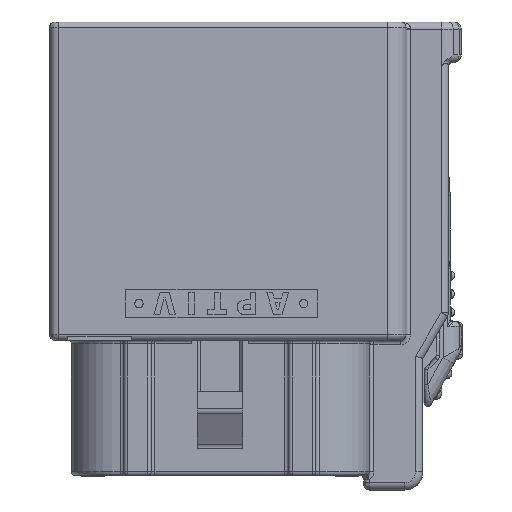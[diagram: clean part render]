
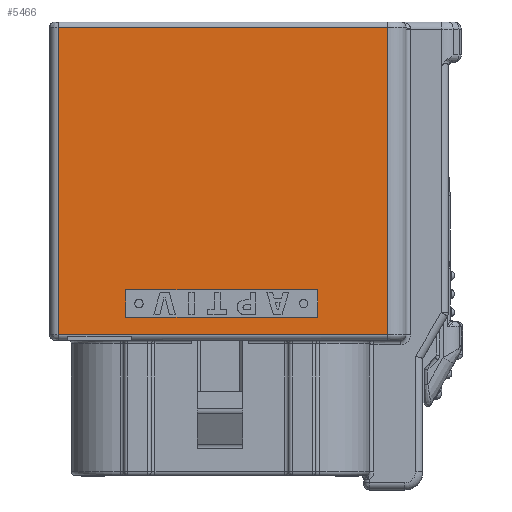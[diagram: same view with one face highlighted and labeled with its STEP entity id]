
A CAD part, front view. The second image highlights one B-rep face of the part: STEP entity #5466.
In plain terms, the highlighted planar face has unit normal (0, -1, 0).
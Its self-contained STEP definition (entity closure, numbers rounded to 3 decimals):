
#460=FACE_BOUND('',#10843,.T.);
#461=FACE_BOUND('',#10844,.T.);
#5466=ADVANCED_FACE('',(#460,#461),#6733,.T.);
#6733=PLANE('',#40774);
#10843=EDGE_LOOP('',(#20039,#20040,#20041,#20042));
#10844=EDGE_LOOP('',(#20043,#20044,#20045,#20046));
#20039=ORIENTED_EDGE('',*,*,#29389,.F.);
#20040=ORIENTED_EDGE('',*,*,#29381,.F.);
#20041=ORIENTED_EDGE('',*,*,#29383,.F.);
#20042=ORIENTED_EDGE('',*,*,#29386,.F.);
#20043=ORIENTED_EDGE('',*,*,#30572,.T.);
#20044=ORIENTED_EDGE('',*,*,#30560,.T.);
#20045=ORIENTED_EDGE('',*,*,#29866,.T.);
#20046=ORIENTED_EDGE('',*,*,#30564,.T.);
#24673=VERTEX_POINT('',#63125);
#24674=VERTEX_POINT('',#63127);
#24675=VERTEX_POINT('',#63131);
#24677=VERTEX_POINT('',#63137);
#24995=VERTEX_POINT('',#65164);
#24999=VERTEX_POINT('',#65179);
#25358=VERTEX_POINT('',#67451);
#25367=VERTEX_POINT('',#67489);
#29381=EDGE_CURVE('',#24673,#24674,#33666,.T.);
#29383=EDGE_CURVE('',#24675,#24673,#33668,.T.);
#29386=EDGE_CURVE('',#24677,#24675,#33671,.T.);
#29389=EDGE_CURVE('',#24674,#24677,#33674,.T.);
#29866=EDGE_CURVE('',#24995,#24999,#33905,.T.);
#30560=EDGE_CURVE('',#25358,#24995,#34233,.T.);
#30564=EDGE_CURVE('',#24999,#25367,#34237,.T.);
#30572=EDGE_CURVE('',#25367,#25358,#34245,.T.);
#33666=LINE('',#63126,#37058);
#33668=LINE('',#63130,#37060);
#33671=LINE('',#63136,#37063);
#33674=LINE('',#63142,#37066);
#33905=LINE('',#65180,#37317);
#34233=LINE('',#67509,#37645);
#34237=LINE('',#67515,#37649);
#34245=LINE('',#67529,#37657);
#37058=VECTOR('',#47982,1.);
#37060=VECTOR('',#47986,1.);
#37063=VECTOR('',#47991,1.);
#37066=VECTOR('',#47996,1.);
#37317=VECTOR('',#48707,1.);
#37645=VECTOR('',#50163,1.);
#37649=VECTOR('',#50171,1.);
#37657=VECTOR('',#50191,1.);
#40774=AXIS2_PLACEMENT_3D('',#67530,#50192,#50193);
#47982=DIRECTION('',(-1.,0.,0.));
#47986=DIRECTION('',(0.,0.,1.));
#47991=DIRECTION('',(1.,0.,0.));
#47996=DIRECTION('',(0.,0.,-1.));
#48707=DIRECTION('',(-1.,0.,0.));
#50163=DIRECTION('',(0.,0.,1.));
#50171=DIRECTION('',(0.,0.,-1.));
#50191=DIRECTION('',(1.,0.,0.));
#50192=DIRECTION('',(0.,-1.,0.));
#50193=DIRECTION('',(1.,0.,0.));
#63125=CARTESIAN_POINT('',(5.35,-14.45,-14.15));
#63126=CARTESIAN_POINT('',(5.35,-14.45,-14.15));
#63127=CARTESIAN_POINT('',(-5.15,-14.45,-14.15));
#63130=CARTESIAN_POINT('',(5.35,-14.45,-15.65));
#63131=CARTESIAN_POINT('',(5.35,-14.45,-15.65));
#63136=CARTESIAN_POINT('',(-5.15,-14.45,-15.65));
#63137=CARTESIAN_POINT('',(-5.15,-14.45,-15.65));
#63142=CARTESIAN_POINT('',(-5.15,-14.45,-14.15));
#65164=CARTESIAN_POINT('',(9.175,-14.45,0.2));
#65179=CARTESIAN_POINT('',(-8.825,-14.45,0.2));
#65180=CARTESIAN_POINT('',(-9.325,-14.45,0.2));
#67451=CARTESIAN_POINT('',(9.175,-14.45,-16.6));
#67489=CARTESIAN_POINT('',(-8.825,-14.45,-16.6));
#67509=CARTESIAN_POINT('',(9.175,-14.45,-16.9));
#67515=CARTESIAN_POINT('',(-8.825,-14.45,-16.9));
#67529=CARTESIAN_POINT('',(9.175,-14.45,-16.6));
#67530=CARTESIAN_POINT('',(-9.325,-14.45,-16.9));
